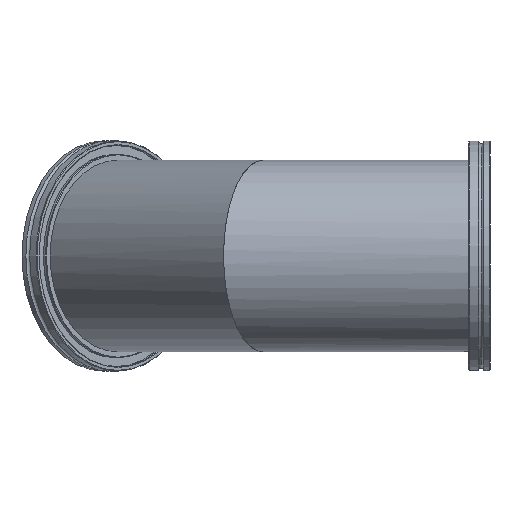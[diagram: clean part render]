
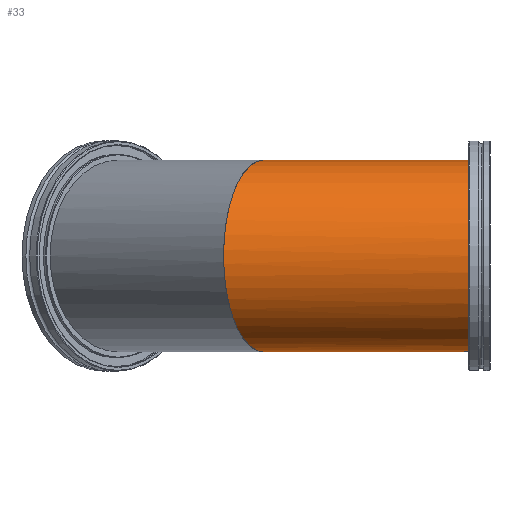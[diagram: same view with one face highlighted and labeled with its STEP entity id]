
A CAD part, left-side view. The second image highlights one B-rep face of the part: STEP entity #33.
In plain terms, the highlighted cylindrical face has radius 54 mm (diameter 108 mm), a partial arc.
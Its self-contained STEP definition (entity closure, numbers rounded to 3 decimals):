
#4 = LINE ( 'NONE', #347, #6 ) ;
#6 = VECTOR ( 'NONE', #319, 1000. ) ;
#33 = ADVANCED_FACE ( 'NONE', ( #594 ), #229, .T. ) ;
#161 =( BOUNDED_CURVE ( )  B_SPLINE_CURVE ( 3, ( #796, #654, #730, #705 ),
 .UNSPECIFIED., .F., .F. ) 
 B_SPLINE_CURVE_WITH_KNOTS ( ( 4, 4 ),
 ( 1.571, 4.712 ),
 .UNSPECIFIED. ) 
 CURVE ( )  GEOMETRIC_REPRESENTATION_ITEM ( )  RATIONAL_B_SPLINE_CURVE ( ( 1., 0.333, 0.333, 1. ) ) 
 REPRESENTATION_ITEM ( '' )  );
#193 = ORIENTED_EDGE ( 'NONE', *, *, #490, .T. ) ;
#229 = CYLINDRICAL_SURFACE ( 'NONE', #450, 54. ) ;
#249 = CARTESIAN_POINT ( 'NONE',  ( 0., 0., -54. ) ) ;
#299 = CARTESIAN_POINT ( 'NONE',  ( 0., 121.5, -54. ) ) ;
#319 = DIRECTION ( 'NONE',  ( 0., -1., 0. ) ) ;
#344 = CARTESIAN_POINT ( 'NONE',  ( 0., 0., 54. ) ) ;
#346 = CARTESIAN_POINT ( 'NONE',  ( 0., 121.5, 54. ) ) ;
#347 = CARTESIAN_POINT ( 'NONE',  ( 0., 150., 54. ) ) ;
#433 = AXIS2_PLACEMENT_3D ( 'NONE', #733, #650, #709 ) ;
#450 = AXIS2_PLACEMENT_3D ( 'NONE', #639, #643, #640 ) ;
#490 = EDGE_CURVE ( 'NONE', #1100, #1078, #532, .T. ) ;
#492 = EDGE_CURVE ( 'NONE', #1079, #1081, #161, .T. ) ;
#494 = EDGE_CURVE ( 'NONE', #1081, #1100, #535, .T. ) ;
#509 = EDGE_CURVE ( 'NONE', #1079, #1078, #4, .T. ) ;
#532 = CIRCLE ( 'NONE', #433, 54. ) ;
#535 = LINE ( 'NONE', #808, #536 ) ;
#536 = VECTOR ( 'NONE', #891, 1000. ) ;
#553 = ORIENTED_EDGE ( 'NONE', *, *, #492, .T. ) ;
#555 = ORIENTED_EDGE ( 'NONE', *, *, #494, .T. ) ;
#594 = FACE_OUTER_BOUND ( 'NONE', #1102, .T. ) ;
#601 = ORIENTED_EDGE ( 'NONE', *, *, #509, .F. ) ;
#639 = CARTESIAN_POINT ( 'NONE',  ( 0., 150., 0. ) ) ;
#640 = DIRECTION ( 'NONE',  ( 0., 0., -1. ) ) ;
#643 = DIRECTION ( 'NONE',  ( 0., -1., 0. ) ) ;
#650 = DIRECTION ( 'NONE',  ( 0., 1., 0. ) ) ;
#654 = CARTESIAN_POINT ( 'NONE',  ( -108., 166.235, 54. ) ) ;
#705 = CARTESIAN_POINT ( 'NONE',  ( 0., 121.5, -54. ) ) ;
#709 = DIRECTION ( 'NONE',  ( 0., 0., 1. ) ) ;
#730 = CARTESIAN_POINT ( 'NONE',  ( -108., 166.235, -54. ) ) ;
#733 = CARTESIAN_POINT ( 'NONE',  ( 0., 0., 0. ) ) ;
#796 = CARTESIAN_POINT ( 'NONE',  ( 0., 121.5, 54. ) ) ;
#808 = CARTESIAN_POINT ( 'NONE',  ( 0., 150., -54. ) ) ;
#891 = DIRECTION ( 'NONE',  ( 0., -1., 0. ) ) ;
#1078 = VERTEX_POINT ( 'NONE', #344 ) ;
#1079 = VERTEX_POINT ( 'NONE', #346 ) ;
#1081 = VERTEX_POINT ( 'NONE', #299 ) ;
#1100 = VERTEX_POINT ( 'NONE', #249 ) ;
#1102 = EDGE_LOOP ( 'NONE', ( #601, #553, #555, #193 ) ) ;
